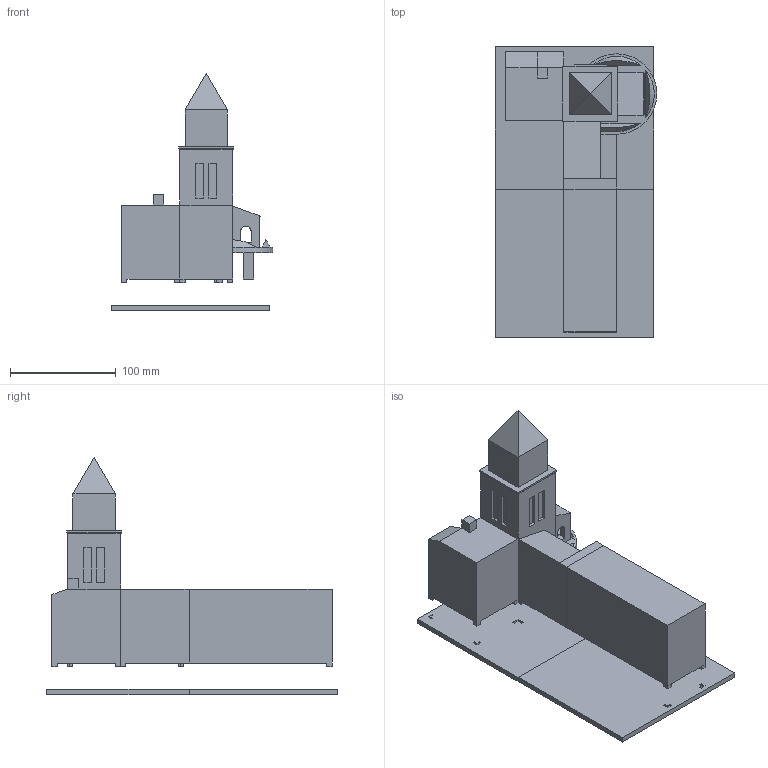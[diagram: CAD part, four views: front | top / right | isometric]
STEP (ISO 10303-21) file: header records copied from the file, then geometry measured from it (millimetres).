
FILE_DESCRIPTION(/* description */ (''),/* implementation_level */ '2;1');
FILE_NAME(/* name */ 'theater broken.step',/* time_stamp */ '2023-10-22T21:56:58-07:00',/* author */ (''),/* organization */ (''),/* preprocessor_version */ 'ST-DEVELOPER v20',/* originating_system */ 'Autodesk Translation Framework v12.14.0.127',/* authorisation */ '');
FILE_SCHEMA (('AUTOMOTIVE_DESIGN { 1 0 10303 214 3 1 1 }'));
Length unit declared in the file: millimetre
Products named in the file (1): theater
Bounding box: 153.03 x 275 x 224.64 mm (x, y, z)
Volume: 539510.4 mm3; surface area: 274753.4 mm2
Topology: 5 solids, 5 shells, 495 faces, 1424 edges, 949 vertices
Faces by surface type: plane 472, cylinder 20, cone 3
Entity records: 16022 total; most frequent: CARTESIAN_POINT 2893, ORIENTED_EDGE 2848, DIRECTION 2453, EDGE_CURVE 1424, LINE 1373, VECTOR 1373, VERTEX_POINT 949, EDGE_LOOP 542
